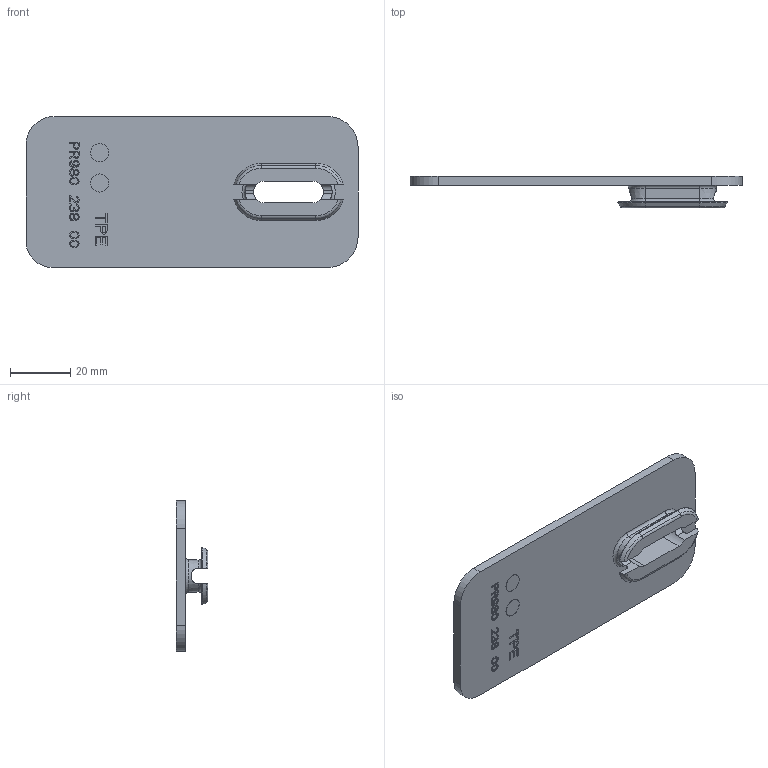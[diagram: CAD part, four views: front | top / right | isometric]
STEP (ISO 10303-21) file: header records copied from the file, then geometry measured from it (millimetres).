
FILE_DESCRIPTION((''),'2;1');
FILE_NAME('9_021_019_ASM','2010-11-10T',('mmeiser'),('NET'),'PRO/ENGINEER BY PARAMETRIC TECHNOLOGY CORPORATION, 2010230','PRO/ENGINEER BY PARAMETRIC TECHNOLOGY CORPORATION, 2010230','');
FILE_SCHEMA(('AUTOMOTIVE_DESIGN_CC2 { 1 2 10303 214 -1 1 5 2 }'));
Length unit declared in the file: millimetre
Products named in the file (2): PR980_238_00; 9_021_019_ASM
Assembly tree (1 placements, depth 2):
  9_021_019_ASM
    PR980_238_00
Bounding box: 110 x 10.5 x 50 mm (x, y, z)
Volume: 17156.7 mm3; surface area: 13082.8 mm2
Topology: 1 solids, 1 shells, 595 faces, 1685 edges, 1118 vertices
Faces by surface type: plane 553, cylinder 22, torus 14, cone 6
Entity records: 24257 total; most frequent: CARTESIAN_POINT 3587, ORIENTED_EDGE 3370, DIRECTION 2923, PRESENTATION_STYLE_ASSIGNMENT 1686, STYLED_ITEM 1686, CURVE_STYLE 1685, EDGE_CURVE 1685, VECTOR 1587
